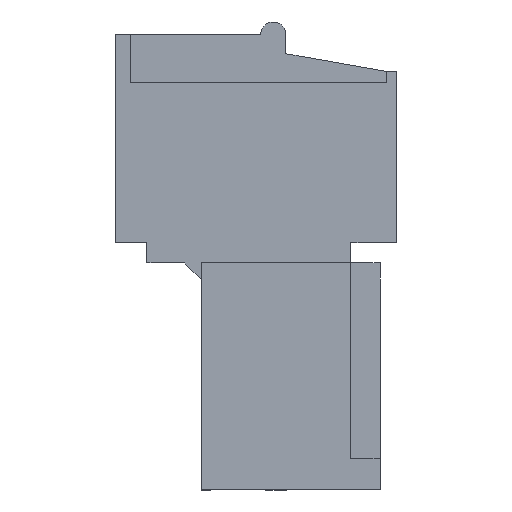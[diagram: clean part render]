
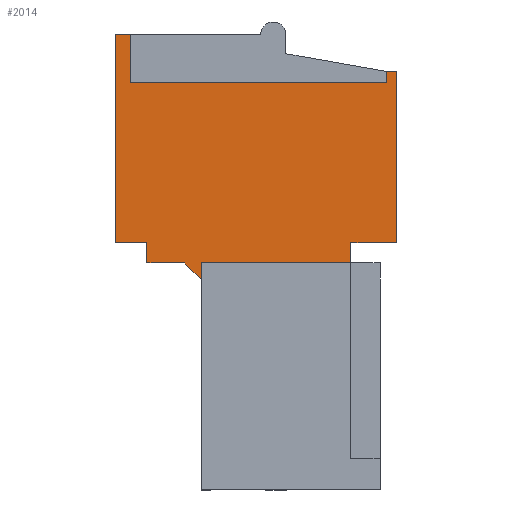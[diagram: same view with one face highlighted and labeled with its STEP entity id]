
A CAD part, left-side view. The second image highlights one B-rep face of the part: STEP entity #2014.
In plain terms, the highlighted planar face has unit normal (-1, 0, 0).
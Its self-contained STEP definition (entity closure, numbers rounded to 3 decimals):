
#34=AXIS2_PLACEMENT_3D('Plane Axis2P3D',#31,#32,#33) ;
#31=CARTESIAN_POINT('Axis2P3D Location',(4.8,4.76,6.6)) ;
#40=CARTESIAN_POINT('Vertex',(4.8,1.81,8.95)) ;
#290=CARTESIAN_POINT('Vertex',(4.8,7.71,8.95)) ;
#298=CARTESIAN_POINT('Line Origine',(4.8,4.76,8.95)) ;
#1823=CARTESIAN_POINT('Vertex',(4.8,1.81,9.75)) ;
#1826=CARTESIAN_POINT('Line Origine',(4.8,1.81,9.35)) ;
#1877=CARTESIAN_POINT('Vertex',(4.8,7.71,8.3)) ;
#1899=CARTESIAN_POINT('Line Origine',(4.8,7.71,8.625)) ;
#1915=CARTESIAN_POINT('Line Origine',(4.8,0.905,9.75)) ;
#1919=CARTESIAN_POINT('Vertex',(4.8,0.,9.75)) ;
#1922=CARTESIAN_POINT('Line Origine',(4.8,0.,13.125)) ;
#1926=CARTESIAN_POINT('Vertex',(4.8,0.,16.5)) ;
#1929=CARTESIAN_POINT('Line Origine',(4.8,0.2,16.5)) ;
#1933=CARTESIAN_POINT('Vertex',(4.8,0.4,16.5)) ;
#1936=CARTESIAN_POINT('Line Origine',(4.8,0.4,16.275)) ;
#1940=CARTESIAN_POINT('Vertex',(4.8,0.4,16.05)) ;
#1943=CARTESIAN_POINT('Line Origine',(4.8,5.45,16.05)) ;
#1947=CARTESIAN_POINT('Vertex',(4.8,10.5,16.05)) ;
#1950=CARTESIAN_POINT('Line Origine',(4.8,10.5,17.)) ;
#1954=CARTESIAN_POINT('Vertex',(4.8,10.5,17.95)) ;
#1957=CARTESIAN_POINT('Line Origine',(4.8,10.8,17.95)) ;
#1961=CARTESIAN_POINT('Vertex',(4.8,11.1,17.95)) ;
#1964=CARTESIAN_POINT('Line Origine',(4.8,11.1,13.85)) ;
#1968=CARTESIAN_POINT('Vertex',(4.8,11.1,9.75)) ;
#1971=CARTESIAN_POINT('Line Origine',(4.8,10.475,9.75)) ;
#1975=CARTESIAN_POINT('Vertex',(4.8,9.85,9.75)) ;
#1978=CARTESIAN_POINT('Line Origine',(4.8,9.85,9.35)) ;
#1982=CARTESIAN_POINT('Vertex',(4.8,9.85,8.95)) ;
#1985=CARTESIAN_POINT('Line Origine',(4.8,9.105,8.95)) ;
#1989=CARTESIAN_POINT('Vertex',(4.8,8.36,8.95)) ;
#1992=CARTESIAN_POINT('Line Origine',(4.8,8.035,8.625)) ;
#32=DIRECTION('Axis2P3D Direction',(1.,0.,0.)) ;
#33=DIRECTION('Axis2P3D XDirection',(0.,-1.,0.)) ;
#299=DIRECTION('Vector Direction',(0.,-1.,0.)) ;
#1827=DIRECTION('Vector Direction',(0.,0.,-1.)) ;
#1900=DIRECTION('Vector Direction',(0.,0.,1.)) ;
#1916=DIRECTION('Vector Direction',(0.,1.,0.)) ;
#1923=DIRECTION('Vector Direction',(0.,0.,-1.)) ;
#1930=DIRECTION('Vector Direction',(0.,-1.,0.)) ;
#1937=DIRECTION('Vector Direction',(0.,0.,-1.)) ;
#1944=DIRECTION('Vector Direction',(0.,1.,0.)) ;
#1951=DIRECTION('Vector Direction',(0.,0.,-1.)) ;
#1958=DIRECTION('Vector Direction',(0.,1.,0.)) ;
#1965=DIRECTION('Vector Direction',(0.,0.,1.)) ;
#1972=DIRECTION('Vector Direction',(0.,1.,0.)) ;
#1979=DIRECTION('Vector Direction',(0.,0.,1.)) ;
#1986=DIRECTION('Vector Direction',(0.,-1.,0.)) ;
#1993=DIRECTION('Vector Direction',(0.,0.707,0.707)) ;
#300=VECTOR('Line Direction',#299,1.) ;
#1828=VECTOR('Line Direction',#1827,1.) ;
#1901=VECTOR('Line Direction',#1900,1.) ;
#1917=VECTOR('Line Direction',#1916,1.) ;
#1924=VECTOR('Line Direction',#1923,1.) ;
#1931=VECTOR('Line Direction',#1930,1.) ;
#1938=VECTOR('Line Direction',#1937,1.) ;
#1945=VECTOR('Line Direction',#1944,1.) ;
#1952=VECTOR('Line Direction',#1951,1.) ;
#1959=VECTOR('Line Direction',#1958,1.) ;
#1966=VECTOR('Line Direction',#1965,1.) ;
#1973=VECTOR('Line Direction',#1972,1.) ;
#1980=VECTOR('Line Direction',#1979,1.) ;
#1987=VECTOR('Line Direction',#1986,1.) ;
#1994=VECTOR('Line Direction',#1993,1.) ;
#1998=ORIENTED_EDGE('',*,*,#1903,.T.) ;
#1999=ORIENTED_EDGE('',*,*,#302,.T.) ;
#2000=ORIENTED_EDGE('',*,*,#1830,.F.) ;
#2001=ORIENTED_EDGE('',*,*,#1921,.F.) ;
#2002=ORIENTED_EDGE('',*,*,#1928,.F.) ;
#2003=ORIENTED_EDGE('',*,*,#1935,.F.) ;
#2004=ORIENTED_EDGE('',*,*,#1942,.T.) ;
#2005=ORIENTED_EDGE('',*,*,#1949,.T.) ;
#2006=ORIENTED_EDGE('',*,*,#1956,.F.) ;
#2007=ORIENTED_EDGE('',*,*,#1963,.T.) ;
#2008=ORIENTED_EDGE('',*,*,#1970,.F.) ;
#2009=ORIENTED_EDGE('',*,*,#1977,.F.) ;
#2010=ORIENTED_EDGE('',*,*,#1984,.F.) ;
#2011=ORIENTED_EDGE('',*,*,#1991,.T.) ;
#2012=ORIENTED_EDGE('',*,*,#1996,.F.) ;
#2014=ADVANCED_FACE('HOUSING',(#2013),#35,.F.) ;
#302=EDGE_CURVE('',#291,#41,#301,.T.) ;
#1830=EDGE_CURVE('',#1824,#41,#1829,.T.) ;
#1903=EDGE_CURVE('',#1878,#291,#1902,.T.) ;
#1921=EDGE_CURVE('',#1920,#1824,#1918,.T.) ;
#1928=EDGE_CURVE('',#1927,#1920,#1925,.T.) ;
#1935=EDGE_CURVE('',#1934,#1927,#1932,.T.) ;
#1942=EDGE_CURVE('',#1934,#1941,#1939,.T.) ;
#1949=EDGE_CURVE('',#1941,#1948,#1946,.T.) ;
#1956=EDGE_CURVE('',#1955,#1948,#1953,.T.) ;
#1963=EDGE_CURVE('',#1955,#1962,#1960,.T.) ;
#1970=EDGE_CURVE('',#1969,#1962,#1967,.T.) ;
#1977=EDGE_CURVE('',#1976,#1969,#1974,.T.) ;
#1984=EDGE_CURVE('',#1983,#1976,#1981,.T.) ;
#1991=EDGE_CURVE('',#1983,#1990,#1988,.T.) ;
#1996=EDGE_CURVE('',#1878,#1990,#1995,.T.) ;
#1997=EDGE_LOOP('',(#1998,#1999,#2000,#2001,#2002,#2003,#2004,#2005,#2006,#2007,#2008,#2009,#2010,#2011,#2012)) ;
#2013=FACE_OUTER_BOUND('',#1997,.T.) ;
#301=LINE('Line',#298,#300) ;
#1829=LINE('Line',#1826,#1828) ;
#1902=LINE('Line',#1899,#1901) ;
#1918=LINE('Line',#1915,#1917) ;
#1925=LINE('Line',#1922,#1924) ;
#1932=LINE('Line',#1929,#1931) ;
#1939=LINE('Line',#1936,#1938) ;
#1946=LINE('Line',#1943,#1945) ;
#1953=LINE('Line',#1950,#1952) ;
#1960=LINE('Line',#1957,#1959) ;
#1967=LINE('Line',#1964,#1966) ;
#1974=LINE('Line',#1971,#1973) ;
#1981=LINE('Line',#1978,#1980) ;
#1988=LINE('Line',#1985,#1987) ;
#1995=LINE('Line',#1992,#1994) ;
#35=PLANE('',#34) ;
#41=VERTEX_POINT('',#40) ;
#291=VERTEX_POINT('',#290) ;
#1824=VERTEX_POINT('',#1823) ;
#1878=VERTEX_POINT('',#1877) ;
#1920=VERTEX_POINT('',#1919) ;
#1927=VERTEX_POINT('',#1926) ;
#1934=VERTEX_POINT('',#1933) ;
#1941=VERTEX_POINT('',#1940) ;
#1948=VERTEX_POINT('',#1947) ;
#1955=VERTEX_POINT('',#1954) ;
#1962=VERTEX_POINT('',#1961) ;
#1969=VERTEX_POINT('',#1968) ;
#1976=VERTEX_POINT('',#1975) ;
#1983=VERTEX_POINT('',#1982) ;
#1990=VERTEX_POINT('',#1989) ;
